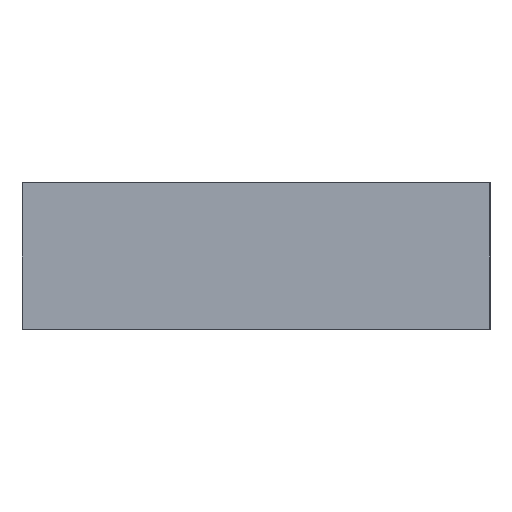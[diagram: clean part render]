
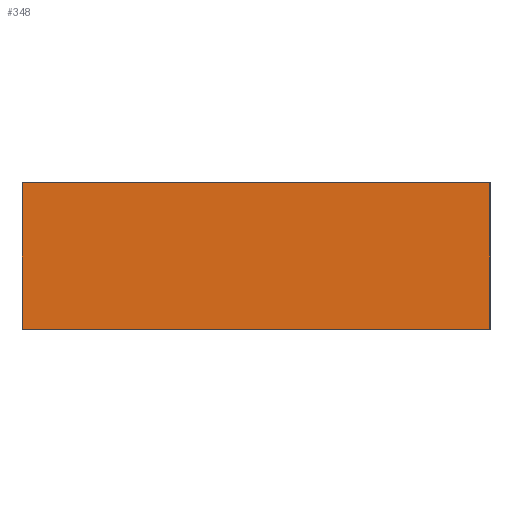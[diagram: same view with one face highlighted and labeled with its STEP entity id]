
A CAD part, left-side view. The second image highlights one B-rep face of the part: STEP entity #348.
In plain terms, the highlighted planar face has unit normal (-1, 0, 0).
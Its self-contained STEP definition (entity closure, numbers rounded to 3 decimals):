
#150 = ORIENTED_EDGE ( 'NONE', *, *, #5590, .T. ) ;
#311 = CARTESIAN_POINT ( 'NONE',  ( -38.1, 8., 0. ) ) ;
#348 = ADVANCED_FACE ( 'NONE', ( #1048 ), #2388, .F. ) ;
#529 = CARTESIAN_POINT ( 'NONE',  ( -38.1, 8., 2.5 ) ) ;
#804 = LINE ( 'NONE', #311, #2086 ) ;
#1020 = DIRECTION ( 'NONE',  ( 1., 0., 0. ) ) ;
#1041 = VECTOR ( 'NONE', #3627, 1000. ) ;
#1048 = FACE_OUTER_BOUND ( 'NONE', #2935, .T. ) ;
#1220 = AXIS2_PLACEMENT_3D ( 'NONE', #3218, #1020, #4635 ) ;
#1502 = CARTESIAN_POINT ( 'NONE',  ( -38.1, 8., 0. ) ) ;
#1708 = DIRECTION ( 'NONE',  ( 0., -1., 0. ) ) ;
#1774 = DIRECTION ( 'NONE',  ( 0., 0., 1. ) ) ;
#1806 = CARTESIAN_POINT ( 'NONE',  ( -38.1, 8., 2.5 ) ) ;
#2086 = VECTOR ( 'NONE', #3032, 1000. ) ;
#2090 = VECTOR ( 'NONE', #1708, 1000. ) ;
#2230 = LINE ( 'NONE', #1806, #1041 ) ;
#2320 = VERTEX_POINT ( 'NONE', #4422 ) ;
#2388 = PLANE ( 'NONE',  #1220 ) ;
#2459 = VERTEX_POINT ( 'NONE', #529 ) ;
#2582 = ORIENTED_EDGE ( 'NONE', *, *, #5416, .F. ) ;
#2608 = ORIENTED_EDGE ( 'NONE', *, *, #4871, .T. ) ;
#2635 = LINE ( 'NONE', #4974, #2090 ) ;
#2935 = EDGE_LOOP ( 'NONE', ( #150, #2975, #2582, #2608 ) ) ;
#2975 = ORIENTED_EDGE ( 'NONE', *, *, #5585, .F. ) ;
#3032 = DIRECTION ( 'NONE',  ( 0., 0., 1. ) ) ;
#3218 = CARTESIAN_POINT ( 'NONE',  ( -38.1, 8., 0. ) ) ;
#3627 = DIRECTION ( 'NONE',  ( 0., -1., 0. ) ) ;
#4090 = VERTEX_POINT ( 'NONE', #5316 ) ;
#4096 = CARTESIAN_POINT ( 'NONE',  ( -38.1, 0., 0. ) ) ;
#4261 = VECTOR ( 'NONE', #1774, 1000. ) ;
#4422 = CARTESIAN_POINT ( 'NONE',  ( -38.1, 0., 0. ) ) ;
#4569 = VERTEX_POINT ( 'NONE', #1502 ) ;
#4635 = DIRECTION ( 'NONE',  ( 0., 0., -1. ) ) ;
#4871 = EDGE_CURVE ( 'NONE', #4569, #2320, #2635, .T. ) ;
#4974 = CARTESIAN_POINT ( 'NONE',  ( -38.1, 8., 0. ) ) ;
#5316 = CARTESIAN_POINT ( 'NONE',  ( -38.1, 0., 2.5 ) ) ;
#5416 = EDGE_CURVE ( 'NONE', #4569, #2459, #804, .T. ) ;
#5432 = LINE ( 'NONE', #4096, #4261 ) ;
#5585 = EDGE_CURVE ( 'NONE', #2459, #4090, #2230, .T. ) ;
#5590 = EDGE_CURVE ( 'NONE', #2320, #4090, #5432, .T. ) ;
